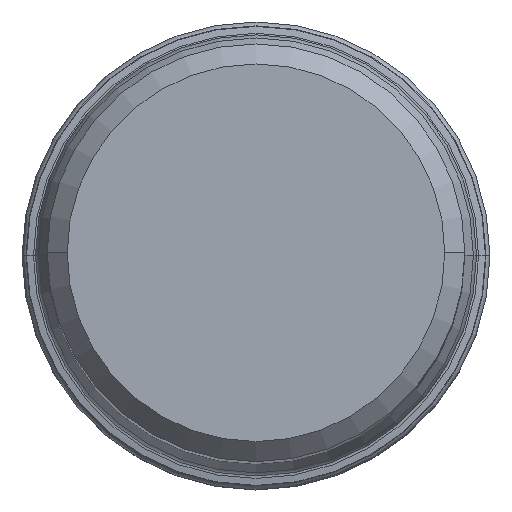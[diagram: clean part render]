
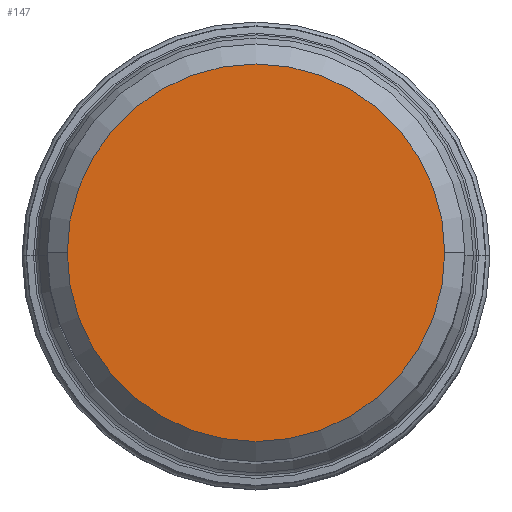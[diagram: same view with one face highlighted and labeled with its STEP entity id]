
A CAD part, top view. The second image highlights one B-rep face of the part: STEP entity #147.
In plain terms, the highlighted planar face has unit normal (0, 0, 1).
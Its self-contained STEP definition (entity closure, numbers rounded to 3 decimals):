
#30=PLANE('',#1208);
#147=ADVANCED_FACE('',(#216),#30,.F.);
#216=FACE_OUTER_BOUND('',#272,.T.);
#272=EDGE_LOOP('',(#491,#492,#493,#494));
#491=ORIENTED_EDGE('',*,*,#747,.F.);
#492=ORIENTED_EDGE('',*,*,#746,.F.);
#493=ORIENTED_EDGE('',*,*,#748,.F.);
#494=ORIENTED_EDGE('',*,*,#749,.F.);
#619=VERTEX_POINT('',#2805);
#620=VERTEX_POINT('',#2807);
#621=VERTEX_POINT('',#2809);
#622=VERTEX_POINT('',#2813);
#746=EDGE_CURVE('',#620,#621,#895,.T.);
#747=EDGE_CURVE('',#621,#619,#896,.T.);
#748=EDGE_CURVE('',#622,#620,#897,.T.);
#749=EDGE_CURVE('',#619,#622,#898,.T.);
#895=CIRCLE('',#1203,11.3);
#896=CIRCLE('',#1204,11.3);
#897=CIRCLE('',#1206,11.3);
#898=CIRCLE('',#1207,11.3);
#1203=AXIS2_PLACEMENT_3D('',#2808,#1509,#1510);
#1204=AXIS2_PLACEMENT_3D('',#2810,#1511,#1512);
#1206=AXIS2_PLACEMENT_3D('',#2812,#1515,#1516);
#1207=AXIS2_PLACEMENT_3D('',#2814,#1517,#1518);
#1208=AXIS2_PLACEMENT_3D('',#2815,#1519,#1520);
#1509=DIRECTION('',(0.,0.,-1.));
#1510=DIRECTION('',(-1.,0.,0.));
#1511=DIRECTION('',(0.,0.,-1.));
#1512=DIRECTION('',(0.,1.,0.));
#1515=DIRECTION('',(0.,0.,-1.));
#1516=DIRECTION('',(0.,-1.,0.));
#1517=DIRECTION('',(0.,0.,-1.));
#1518=DIRECTION('',(1.,0.,0.));
#1519=DIRECTION('',(0.,0.,-1.));
#1520=DIRECTION('',(-1.,0.,0.));
#2805=CARTESIAN_POINT('',(11.3,0.,0.));
#2807=CARTESIAN_POINT('',(-11.3,0.,0.));
#2808=CARTESIAN_POINT('',(0.,0.,0.));
#2809=CARTESIAN_POINT('',(0.,11.3,0.));
#2810=CARTESIAN_POINT('',(0.,0.,0.));
#2812=CARTESIAN_POINT('',(0.,0.,0.));
#2813=CARTESIAN_POINT('',(0.,-11.3,0.));
#2814=CARTESIAN_POINT('',(0.,0.,0.));
#2815=CARTESIAN_POINT('',(0.,0.,0.));
